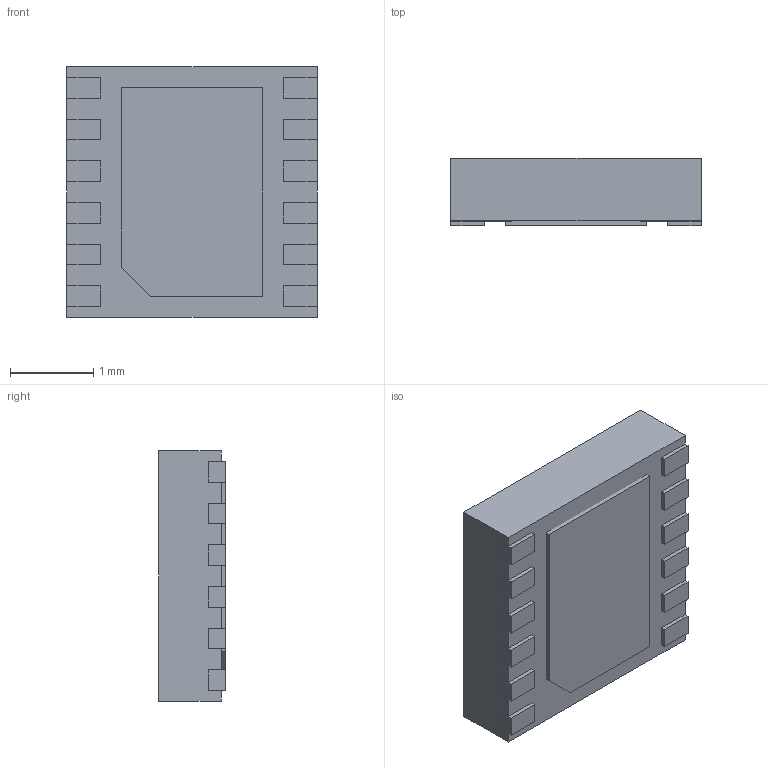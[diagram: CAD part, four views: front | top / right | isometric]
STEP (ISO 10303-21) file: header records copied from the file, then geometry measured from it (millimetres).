
FILE_DESCRIPTION (( 'STEP AP214' ), '1' );
FILE_NAME ('MAX22207ATC+.STEP', '2024-01-19T22:40:44', ( '' ), ( '' ), 'SwSTEP 2.0', 'SolidWorks 2021', '' );
FILE_SCHEMA (( 'AUTOMOTIVE_DESIGN' ));
Length unit declared in the file: millimetre
Products named in the file (1): MAX22207ATC+
Bounding box: 3 x 0.8 x 3 mm (x, y, z)
Volume: 7 mm3; surface area: 45.4 mm2
Topology: 15 solids, 15 shells, 151 faces, 357 edges, 238 vertices
Faces by surface type: plane 147, cylinder 4
Entity records: 4419 total; most frequent: CARTESIAN_POINT 747, ORIENTED_EDGE 714, DIRECTION 669, EDGE_CURVE 357, VECTOR 349, LINE 349, VERTEX_POINT 238, AXIS2_PLACEMENT_3D 160
